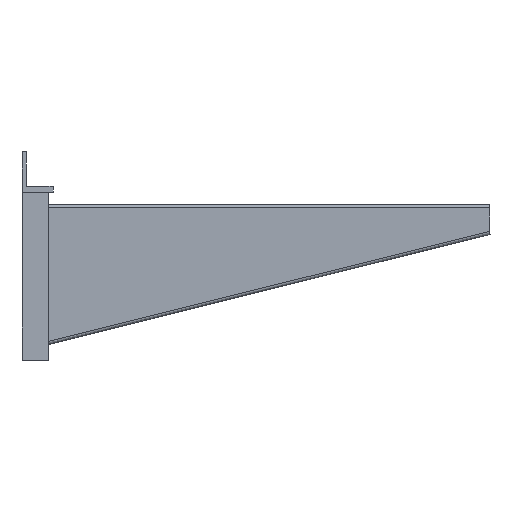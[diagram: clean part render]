
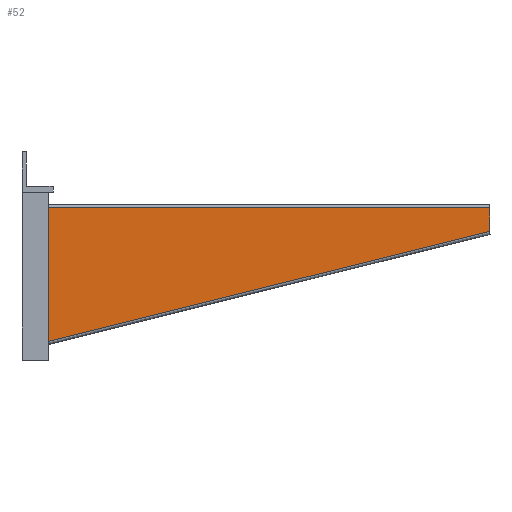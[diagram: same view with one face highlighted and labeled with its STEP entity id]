
A CAD part, front view. The second image highlights one B-rep face of the part: STEP entity #52.
In plain terms, the highlighted face is planar.
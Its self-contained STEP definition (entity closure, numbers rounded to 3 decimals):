
#52=ADVANCED_FACE('',(#122),#1174,.T.);
#122=FACE_OUTER_BOUND('',#192,.T.);
#192=EDGE_LOOP('',(#331,#332,#333,#334));
#331=ORIENTED_EDGE('',*,*,#645,.F.);
#332=ORIENTED_EDGE('',*,*,#657,.T.);
#333=ORIENTED_EDGE('',*,*,#653,.T.);
#334=ORIENTED_EDGE('',*,*,#668,.F.);
#645=EDGE_CURVE('',#1021,#1031,#955,.T.);
#653=EDGE_CURVE('',#1026,#1034,#957,.T.);
#657=EDGE_CURVE('',#1021,#1026,#832,.T.);
#668=EDGE_CURVE('',#1031,#1034,#842,.T.);
#832=B_SPLINE_CURVE_WITH_KNOTS('',1,(#1652,#1653),.UNSPECIFIED.,.F.,.F.,
(2,2),(0.,37.847),.UNSPECIFIED.);
#842=B_SPLINE_CURVE_WITH_KNOTS('',1,(#1743,#1744),.UNSPECIFIED.,.F.,.F.,
(2,2),(10.044,224.809),.UNSPECIFIED.);
#955=(
BOUNDED_CURVE()
B_SPLINE_CURVE(1,(#1626,#1627),.UNSPECIFIED.,.F.,.F.)
B_SPLINE_CURVE_WITH_KNOTS((2,2),(-628.653,-6.472),
 .UNSPECIFIED.)
CURVE()
GEOMETRIC_REPRESENTATION_ITEM()
RATIONAL_B_SPLINE_CURVE((1.,1.))
REPRESENTATION_ITEM('')
);
#957=(
BOUNDED_CURVE()
B_SPLINE_CURVE(1,(#1642,#1643),.UNSPECIFIED.,.F.,.F.)
B_SPLINE_CURVE_WITH_KNOTS((2,2),(-610.,-9.03),.UNSPECIFIED.)
CURVE()
GEOMETRIC_REPRESENTATION_ITEM()
RATIONAL_B_SPLINE_CURVE((1.,1.))
REPRESENTATION_ITEM('')
);
#1021=VERTEX_POINT('',#1565);
#1026=VERTEX_POINT('',#1570);
#1031=VERTEX_POINT('',#1575);
#1034=VERTEX_POINT('',#1578);
#1174=PLANE('',#1256);
#1256=AXIS2_PLACEMENT_3D('',#1554,#1303,$);
#1303=DIRECTION('',(0.,0.,1.));
#1554=CARTESIAN_POINT('',(35.685,-264.809,26.));
#1565=CARTESIAN_POINT('',(752.,-62.847,26.));
#1570=CARTESIAN_POINT('',(752.,-25.,26.));
#1575=CARTESIAN_POINT('',(42.,-239.765,26.));
#1578=CARTESIAN_POINT('',(42.,-25.,26.));
#1626=CARTESIAN_POINT('',(752.,-62.847,26.));
#1627=CARTESIAN_POINT('',(42.,-239.765,26.));
#1642=CARTESIAN_POINT('',(752.,-25.,26.));
#1643=CARTESIAN_POINT('',(42.,-25.,26.));
#1652=CARTESIAN_POINT('',(752.,-62.847,26.));
#1653=CARTESIAN_POINT('',(752.,-25.,26.));
#1743=CARTESIAN_POINT('',(42.,-239.765,26.));
#1744=CARTESIAN_POINT('',(42.,-25.,26.));
